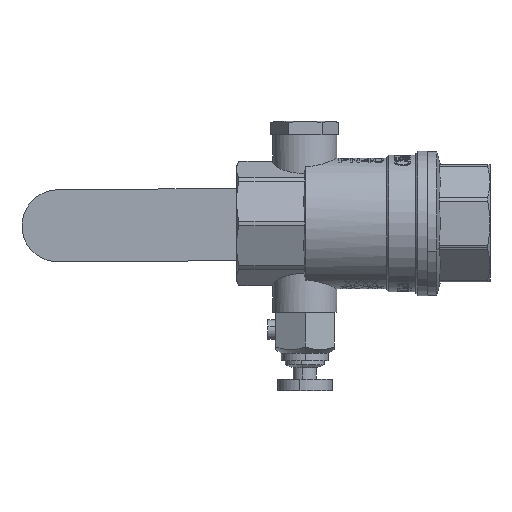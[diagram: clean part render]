
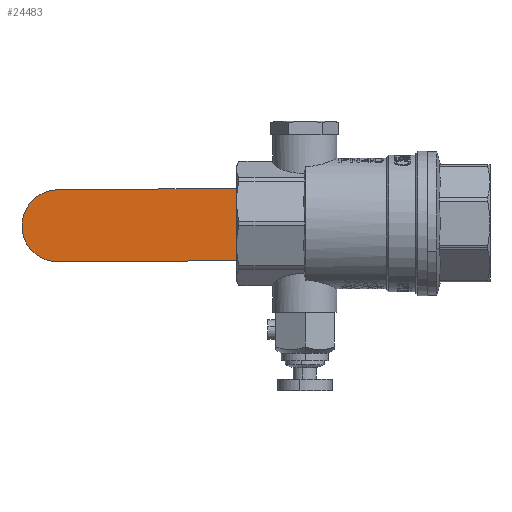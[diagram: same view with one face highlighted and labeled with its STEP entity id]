
A CAD part, front view. The second image highlights one B-rep face of the part: STEP entity #24483.
In plain terms, the highlighted planar face has unit normal (0, -1, 0).
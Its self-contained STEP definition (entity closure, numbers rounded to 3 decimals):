
#1926 = LINE ( 'NONE', #53104, #38024 ) ;
#2190 = DIRECTION ( 'NONE',  ( 1., 0., 0. ) ) ;
#2832 = VECTOR ( 'NONE', #2190, 1000. ) ;
#3907 = ORIENTED_EDGE ( 'NONE', *, *, #48907, .F. ) ;
#4919 = CARTESIAN_POINT ( 'NONE',  ( 80.75, 12.99, 0. ) ) ;
#5537 = VECTOR ( 'NONE', #55389, 1000. ) ;
#6320 = AXIS2_PLACEMENT_3D ( 'NONE', #4919, #37898, #9712 ) ;
#7017 = LINE ( 'NONE', #9672, #5537 ) ;
#9672 = CARTESIAN_POINT ( 'NONE',  ( 32.985, 12.99, 50. ) ) ;
#9712 = DIRECTION ( 'NONE',  ( 0., 0., 1. ) ) ;
#11682 = ORIENTED_EDGE ( 'NONE', *, *, #26483, .F. ) ;
#15738 = EDGE_CURVE ( 'NONE', #48451, #42616, #7017, .T. ) ;
#16413 = EDGE_LOOP ( 'NONE', ( #11682, #3907, #48609, #35219 ) ) ;
#17516 = FACE_OUTER_BOUND ( 'NONE', #16413, .T. ) ;
#22172 = VERTEX_POINT ( 'NONE', #54746 ) ;
#24483 = ADVANCED_FACE ( 'NONE', ( #17516 ), #29289, .F. ) ;
#24782 = DIRECTION ( 'NONE',  ( 0., 1., 0. ) ) ;
#26483 = EDGE_CURVE ( 'NONE', #47941, #42616, #1926, .T. ) ;
#28807 = CARTESIAN_POINT ( 'NONE',  ( 80.75, 12.99, -9.26 ) ) ;
#29289 = PLANE ( 'NONE',  #37506 ) ;
#31637 = CIRCLE ( 'NONE', #6320, 9.26 ) ;
#35219 = ORIENTED_EDGE ( 'NONE', *, *, #15738, .T. ) ;
#37506 = AXIS2_PLACEMENT_3D ( 'NONE', #52959, #24782, #57686 ) ;
#37898 = DIRECTION ( 'NONE',  ( 0., 1., 0. ) ) ;
#38024 = VECTOR ( 'NONE', #48371, 1000. ) ;
#42616 = VERTEX_POINT ( 'NONE', #57759 ) ;
#47941 = VERTEX_POINT ( 'NONE', #28807 ) ;
#48371 = DIRECTION ( 'NONE',  ( -1., 0., 0. ) ) ;
#48451 = VERTEX_POINT ( 'NONE', #56115 ) ;
#48609 = ORIENTED_EDGE ( 'NONE', *, *, #58851, .F. ) ;
#48907 = EDGE_CURVE ( 'NONE', #22172, #47941, #31637, .T. ) ;
#52959 = CARTESIAN_POINT ( 'NONE',  ( 30.5, 12.99, 50. ) ) ;
#53104 = CARTESIAN_POINT ( 'NONE',  ( 30.5, 12.99, -9.26 ) ) ;
#53907 = CARTESIAN_POINT ( 'NONE',  ( 30.5, 12.99, 9.26 ) ) ;
#54746 = CARTESIAN_POINT ( 'NONE',  ( 80.75, 12.99, 9.26 ) ) ;
#55389 = DIRECTION ( 'NONE',  ( 0., 0., -1. ) ) ;
#56115 = CARTESIAN_POINT ( 'NONE',  ( 32.985, 12.99, 9.26 ) ) ;
#57424 = LINE ( 'NONE', #53907, #2832 ) ;
#57686 = DIRECTION ( 'NONE',  ( 0., 0., 1. ) ) ;
#57759 = CARTESIAN_POINT ( 'NONE',  ( 32.985, 12.99, -9.26 ) ) ;
#58851 = EDGE_CURVE ( 'NONE', #48451, #22172, #57424, .T. ) ;
